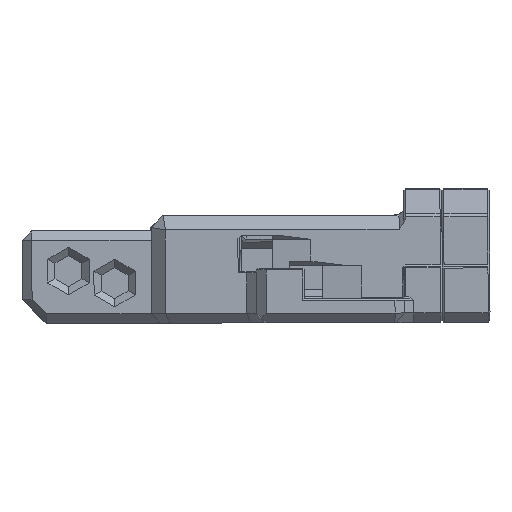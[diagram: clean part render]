
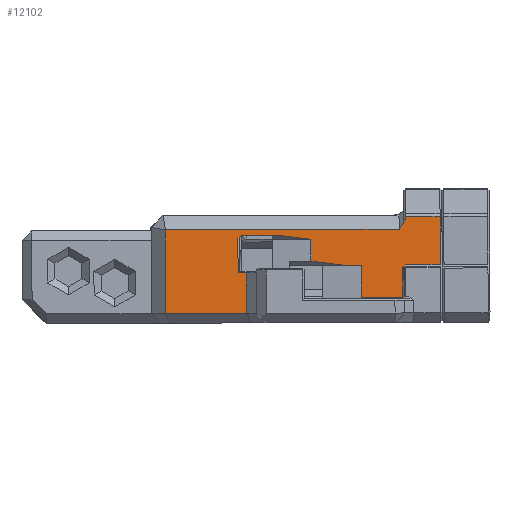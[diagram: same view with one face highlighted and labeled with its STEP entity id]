
A CAD part, front view. The second image highlights one B-rep face of the part: STEP entity #12102.
In plain terms, the highlighted face is planar.
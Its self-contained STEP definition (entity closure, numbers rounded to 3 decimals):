
#8564 = VERTEX_POINT('',#8565);
#8565 = CARTESIAN_POINT('',(0.5,-11.276,-9.276));
#8612 = VERTEX_POINT('',#8613);
#8613 = CARTESIAN_POINT('',(-16.5,-11.276,-9.276));
#8619 = EDGE_CURVE('',#8564,#8612,#8620,.T.);
#8620 = LINE('',#8621,#8622);
#8621 = CARTESIAN_POINT('',(0.5,-11.276,-9.276));
#8622 = VECTOR('',#8623,1.);
#8623 = DIRECTION('',(-1.,0.,0.));
#12060 = VERTEX_POINT('',#12061);
#12061 = CARTESIAN_POINT('',(0.5,-11.276,-0.776));
#12067 = EDGE_CURVE('',#8564,#12060,#12068,.T.);
#12068 = LINE('',#12069,#12070);
#12069 = CARTESIAN_POINT('',(0.5,-11.276,-11.276));
#12070 = VECTOR('',#12071,1.);
#12071 = DIRECTION('',(0.,0.,1.));
#12102 = ADVANCED_FACE('',(#12103),#12265,.T.);
#12103 = FACE_BOUND('',#12104,.T.);
#12104 = EDGE_LOOP('',(#12105,#12115,#12123,#12131,#12139,#12147,#12155,
    #12163,#12169,#12170,#12171,#12179,#12187,#12195,#12203,#12211,
    #12219,#12227,#12235,#12243,#12251,#12259));
#12105 = ORIENTED_EDGE('',*,*,#12106,.F.);
#12106 = EDGE_CURVE('',#12107,#12109,#12111,.T.);
#12107 = VERTEX_POINT('',#12108);
#12108 = CARTESIAN_POINT('',(41.1,-11.276,0.824));
#12109 = VERTEX_POINT('',#12110);
#12110 = CARTESIAN_POINT('',(33.8,-11.276,0.824));
#12111 = LINE('',#12112,#12113);
#12112 = CARTESIAN_POINT('',(41.5,-11.276,0.824));
#12113 = VECTOR('',#12114,1.);
#12114 = DIRECTION('',(-1.,0.,0.));
#12115 = ORIENTED_EDGE('',*,*,#12116,.T.);
#12116 = EDGE_CURVE('',#12107,#12117,#12119,.T.);
#12117 = VERTEX_POINT('',#12118);
#12118 = CARTESIAN_POINT('',(41.1,-11.276,10.876));
#12119 = LINE('',#12120,#12121);
#12120 = CARTESIAN_POINT('',(41.1,-11.276,0.824));
#12121 = VECTOR('',#12122,1.);
#12122 = DIRECTION('',(0.,0.,1.));
#12123 = ORIENTED_EDGE('',*,*,#12124,.F.);
#12124 = EDGE_CURVE('',#12125,#12117,#12127,.T.);
#12125 = VERTEX_POINT('',#12126);
#12126 = CARTESIAN_POINT('',(33.9,-11.276,10.876));
#12127 = LINE('',#12128,#12129);
#12128 = CARTESIAN_POINT('',(33.5,-11.276,10.876));
#12129 = VECTOR('',#12130,1.);
#12130 = DIRECTION('',(1.,0.,0.));
#12131 = ORIENTED_EDGE('',*,*,#12132,.T.);
#12132 = EDGE_CURVE('',#12125,#12133,#12135,.T.);
#12133 = VERTEX_POINT('',#12134);
#12134 = CARTESIAN_POINT('',(33.9,-11.276,10.256));
#12135 = LINE('',#12136,#12137);
#12136 = CARTESIAN_POINT('',(33.9,-11.276,11.276));
#12137 = VECTOR('',#12138,1.);
#12138 = DIRECTION('',(-0.,-0.,-1.));
#12139 = ORIENTED_EDGE('',*,*,#12140,.F.);
#12140 = EDGE_CURVE('',#12141,#12133,#12143,.T.);
#12141 = VERTEX_POINT('',#12142);
#12142 = CARTESIAN_POINT('',(33.5,-11.276,9.69));
#12143 = LINE('',#12144,#12145);
#12144 = CARTESIAN_POINT('',(24.912,-11.276,
    -2.455));
#12145 = VECTOR('',#12146,1.);
#12146 = DIRECTION('',(0.577,0.,0.816));
#12147 = ORIENTED_EDGE('',*,*,#12148,.F.);
#12148 = EDGE_CURVE('',#12149,#12141,#12151,.T.);
#12149 = VERTEX_POINT('',#12150);
#12150 = CARTESIAN_POINT('',(32.5,-11.276,8.276));
#12151 = LINE('',#12152,#12153);
#12152 = CARTESIAN_POINT('',(24.912,-11.276,
    -2.455));
#12153 = VECTOR('',#12154,1.);
#12154 = DIRECTION('',(0.577,0.,0.816));
#12155 = ORIENTED_EDGE('',*,*,#12156,.F.);
#12156 = EDGE_CURVE('',#12157,#12149,#12159,.T.);
#12157 = VERTEX_POINT('',#12158);
#12158 = CARTESIAN_POINT('',(-16.5,-11.276,8.276));
#12159 = LINE('',#12160,#12161);
#12160 = CARTESIAN_POINT('',(-19.5,-11.276,8.276));
#12161 = VECTOR('',#12162,1.);
#12162 = DIRECTION('',(1.,0.,0.));
#12163 = ORIENTED_EDGE('',*,*,#12164,.F.);
#12164 = EDGE_CURVE('',#8612,#12157,#12165,.T.);
#12165 = LINE('',#12166,#12167);
#12166 = CARTESIAN_POINT('',(-16.5,-11.276,-11.276));
#12167 = VECTOR('',#12168,1.);
#12168 = DIRECTION('',(0.,0.,1.));
#12169 = ORIENTED_EDGE('',*,*,#8619,.F.);
#12170 = ORIENTED_EDGE('',*,*,#12067,.T.);
#12171 = ORIENTED_EDGE('',*,*,#12172,.T.);
#12172 = EDGE_CURVE('',#12060,#12173,#12175,.T.);
#12173 = VERTEX_POINT('',#12174);
#12174 = CARTESIAN_POINT('',(-1.3,-11.276,-0.776));
#12175 = LINE('',#12176,#12177);
#12176 = CARTESIAN_POINT('',(0.5,-11.276,-0.776));
#12177 = VECTOR('',#12178,1.);
#12178 = DIRECTION('',(-1.,0.,0.));
#12179 = ORIENTED_EDGE('',*,*,#12180,.T.);
#12180 = EDGE_CURVE('',#12173,#12181,#12183,.T.);
#12181 = VERTEX_POINT('',#12182);
#12182 = CARTESIAN_POINT('',(-1.3,-11.276,6.424));
#12183 = LINE('',#12184,#12185);
#12184 = CARTESIAN_POINT('',(-1.3,-11.276,-0.476));
#12185 = VECTOR('',#12186,1.);
#12186 = DIRECTION('',(0.,0.,1.));
#12187 = ORIENTED_EDGE('',*,*,#12188,.F.);
#12188 = EDGE_CURVE('',#12189,#12181,#12191,.T.);
#12189 = VERTEX_POINT('',#12190);
#12190 = CARTESIAN_POINT('',(-0.6,-11.276,7.124));
#12191 = LINE('',#12192,#12193);
#12192 = CARTESIAN_POINT('',(-2.956,-11.276,
    4.768));
#12193 = VECTOR('',#12194,1.);
#12194 = DIRECTION('',(-0.707,0.,-0.707));
#12195 = ORIENTED_EDGE('',*,*,#12196,.T.);
#12196 = EDGE_CURVE('',#12189,#12197,#12199,.T.);
#12197 = VERTEX_POINT('',#12198);
#12198 = CARTESIAN_POINT('',(6.744,-11.276,
    7.124));
#12199 = LINE('',#12200,#12201);
#12200 = CARTESIAN_POINT('',(-1.963,-11.276,
    7.124));
#12201 = VECTOR('',#12202,1.);
#12202 = DIRECTION('',(1.,0.,0.));
#12203 = ORIENTED_EDGE('',*,*,#12204,.T.);
#12204 = EDGE_CURVE('',#12197,#12205,#12207,.T.);
#12205 = VERTEX_POINT('',#12206);
#12206 = CARTESIAN_POINT('',(14.,-11.276,6.224));
#12207 = LINE('',#12208,#12209);
#12208 = CARTESIAN_POINT('',(2.024,-11.276,
    7.71));
#12209 = VECTOR('',#12210,1.);
#12210 = DIRECTION('',(0.992,0.,-0.123));
#12211 = ORIENTED_EDGE('',*,*,#12212,.T.);
#12212 = EDGE_CURVE('',#12205,#12213,#12215,.T.);
#12213 = VERTEX_POINT('',#12214);
#12214 = CARTESIAN_POINT('',(14.,-11.276,1.624));
#12215 = LINE('',#12216,#12217);
#12216 = CARTESIAN_POINT('',(14.,-11.276,7.124));
#12217 = VECTOR('',#12218,1.);
#12218 = DIRECTION('',(0.,0.,-1.));
#12219 = ORIENTED_EDGE('',*,*,#12220,.T.);
#12220 = EDGE_CURVE('',#12213,#12221,#12223,.T.);
#12221 = VERTEX_POINT('',#12222);
#12222 = CARTESIAN_POINT('',(21.256,-11.276,
    0.724));
#12223 = LINE('',#12224,#12225);
#12224 = CARTESIAN_POINT('',(3.577,-11.276,
    2.917));
#12225 = VECTOR('',#12226,1.);
#12226 = DIRECTION('',(0.992,0.,-0.123));
#12227 = ORIENTED_EDGE('',*,*,#12228,.T.);
#12228 = EDGE_CURVE('',#12221,#12229,#12231,.T.);
#12229 = VERTEX_POINT('',#12230);
#12230 = CARTESIAN_POINT('',(24.5,-11.276,0.724));
#12231 = LINE('',#12232,#12233);
#12232 = CARTESIAN_POINT('',(3.287,-11.276,
    0.724));
#12233 = VECTOR('',#12234,1.);
#12234 = DIRECTION('',(1.,0.,0.));
#12235 = ORIENTED_EDGE('',*,*,#12236,.T.);
#12236 = EDGE_CURVE('',#12229,#12237,#12239,.T.);
#12237 = VERTEX_POINT('',#12238);
#12238 = CARTESIAN_POINT('',(24.5,-11.276,-5.976));
#12239 = LINE('',#12240,#12241);
#12240 = CARTESIAN_POINT('',(24.5,-11.276,0.724));
#12241 = VECTOR('',#12242,1.);
#12242 = DIRECTION('',(0.,0.,-1.));
#12243 = ORIENTED_EDGE('',*,*,#12244,.F.);
#12244 = EDGE_CURVE('',#12245,#12237,#12247,.T.);
#12245 = VERTEX_POINT('',#12246);
#12246 = CARTESIAN_POINT('',(33.2,-11.276,-5.976));
#12247 = LINE('',#12248,#12249);
#12248 = CARTESIAN_POINT('',(33.5,-11.276,-5.976));
#12249 = VECTOR('',#12250,1.);
#12250 = DIRECTION('',(-1.,0.,0.));
#12251 = ORIENTED_EDGE('',*,*,#12252,.T.);
#12252 = EDGE_CURVE('',#12245,#12253,#12255,.T.);
#12253 = VERTEX_POINT('',#12254);
#12254 = CARTESIAN_POINT('',(33.2,-11.276,0.224));
#12255 = LINE('',#12256,#12257);
#12256 = CARTESIAN_POINT('',(33.2,-11.276,-6.276));
#12257 = VECTOR('',#12258,1.);
#12258 = DIRECTION('',(0.,0.,1.));
#12259 = ORIENTED_EDGE('',*,*,#12260,.T.);
#12260 = EDGE_CURVE('',#12253,#12109,#12261,.T.);
#12261 = LINE('',#12262,#12263);
#12262 = CARTESIAN_POINT('',(24.219,-11.276,
    -8.757));
#12263 = VECTOR('',#12264,1.);
#12264 = DIRECTION('',(0.707,0.,0.707));
#12265 = PLANE('',#12266);
#12266 = AXIS2_PLACEMENT_3D('',#12267,#12268,#12269);
#12267 = CARTESIAN_POINT('',(-2.927,-11.276,
    0.427));
#12268 = DIRECTION('',(-0.,-1.,-0.));
#12269 = DIRECTION('',(0.,0.,-1.));
